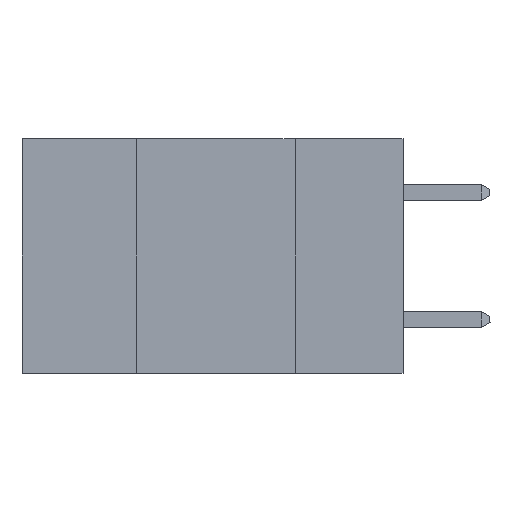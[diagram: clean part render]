
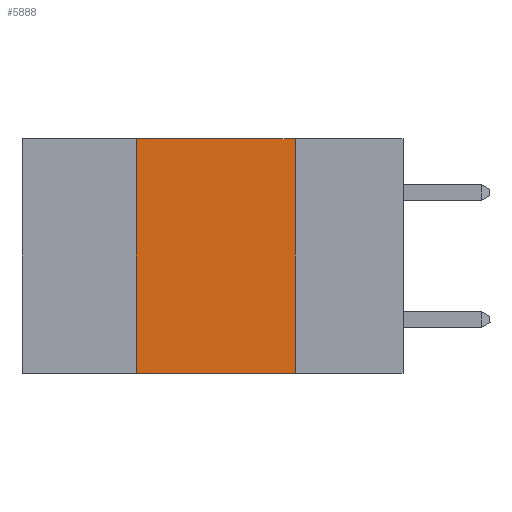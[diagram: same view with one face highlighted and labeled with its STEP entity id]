
A CAD part, left-side view. The second image highlights one B-rep face of the part: STEP entity #5888.
In plain terms, the highlighted planar face has unit normal (-1, 0, 0).
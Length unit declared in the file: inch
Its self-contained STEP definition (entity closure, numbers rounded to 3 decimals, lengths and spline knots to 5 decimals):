
#91 = VECTOR ( 'NONE', #14383, 39.37008 ) ;
#1066 = CARTESIAN_POINT ( 'NONE',  ( 0., 0.6, -0.37 ) ) ;
#1623 = VERTEX_POINT ( 'NONE', #27683 ) ;
#3333 = DIRECTION ( 'NONE',  ( 0., 0., 1. ) ) ;
#4116 = EDGE_LOOP ( 'NONE', ( #22855, #7058, #17012, #13779 ) ) ;
#4508 = EDGE_CURVE ( 'NONE', #1623, #22200, #6794, .T. ) ;
#4655 = PLANE ( 'NONE',  #23470 ) ;
#4677 = CARTESIAN_POINT ( 'NONE',  ( 0., 0.6, 0. ) ) ;
#4750 = CARTESIAN_POINT ( 'NONE',  ( 0., 0.6, 0. ) ) ;
#5285 = CARTESIAN_POINT ( 'NONE',  ( 0., 0.17, 0. ) ) ;
#5888 = ADVANCED_FACE ( 'NONE', ( #10101 ), #4655, .F. ) ;
#6171 = EDGE_CURVE ( 'NONE', #11471, #9257, #10426, .T. ) ;
#6794 = LINE ( 'NONE', #1066, #91 ) ;
#7058 = ORIENTED_EDGE ( 'NONE', *, *, #6171, .F. ) ;
#8725 = CARTESIAN_POINT ( 'NONE',  ( 0., 0.42, 0. ) ) ;
#9257 = VERTEX_POINT ( 'NONE', #20034 ) ;
#10101 = FACE_OUTER_BOUND ( 'NONE', #4116, .T. ) ;
#10426 = LINE ( 'NONE', #4677, #10744 ) ;
#10744 = VECTOR ( 'NONE', #24036, 39.37008 ) ;
#11471 = VERTEX_POINT ( 'NONE', #13778 ) ;
#11916 = EDGE_CURVE ( 'NONE', #1623, #11471, #22904, .T. ) ;
#12848 = EDGE_CURVE ( 'NONE', #9257, #22200, #24955, .T. ) ;
#13421 = DIRECTION ( 'NONE',  ( 0., 0., -1. ) ) ;
#13778 = CARTESIAN_POINT ( 'NONE',  ( 0., 0.42, 0. ) ) ;
#13779 = ORIENTED_EDGE ( 'NONE', *, *, #4508, .T. ) ;
#14132 = DIRECTION ( 'NONE',  ( 0., 0., -1. ) ) ;
#14225 = VECTOR ( 'NONE', #14132, 39.37008 ) ;
#14383 = DIRECTION ( 'NONE',  ( 0., -1., 0. ) ) ;
#17012 = ORIENTED_EDGE ( 'NONE', *, *, #11916, .F. ) ;
#19776 = DIRECTION ( 'NONE',  ( 1., 0., 0. ) ) ;
#20034 = CARTESIAN_POINT ( 'NONE',  ( 0., 0.17, 0. ) ) ;
#22200 = VERTEX_POINT ( 'NONE', #23896 ) ;
#22855 = ORIENTED_EDGE ( 'NONE', *, *, #12848, .F. ) ;
#22904 = LINE ( 'NONE', #8725, #23588 ) ;
#23470 = AXIS2_PLACEMENT_3D ( 'NONE', #4750, #19776, #13421 ) ;
#23588 = VECTOR ( 'NONE', #3333, 39.37008 ) ;
#23896 = CARTESIAN_POINT ( 'NONE',  ( 0., 0.17, -0.37 ) ) ;
#24036 = DIRECTION ( 'NONE',  ( 0., -1., 0. ) ) ;
#24955 = LINE ( 'NONE', #5285, #14225 ) ;
#27683 = CARTESIAN_POINT ( 'NONE',  ( 0., 0.42, -0.37 ) ) ;
